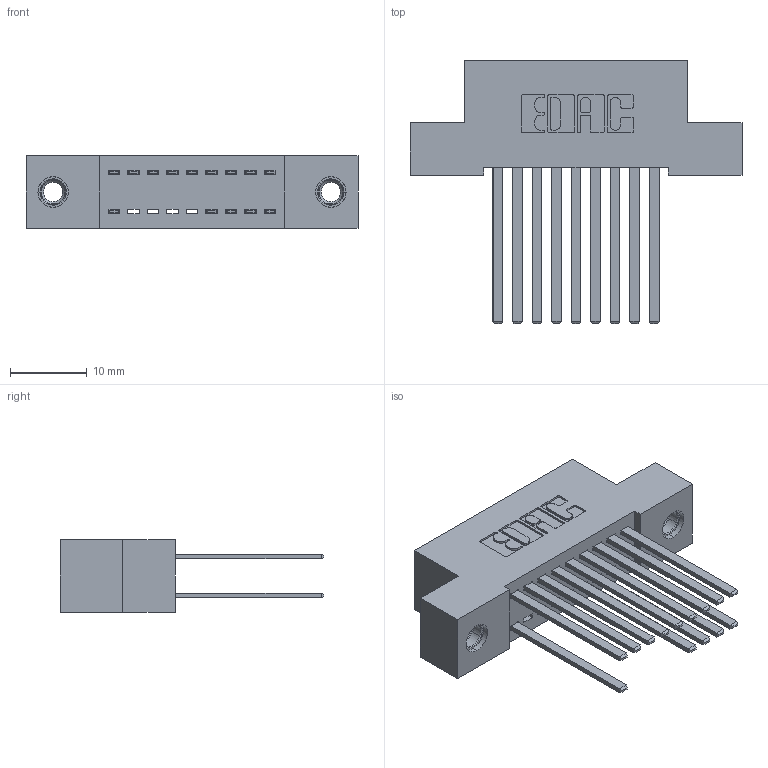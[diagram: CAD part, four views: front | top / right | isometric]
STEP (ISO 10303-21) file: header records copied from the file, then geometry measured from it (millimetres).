
FILE_DESCRIPTION (( 'STEP AP203' ), '1' );
FILE_NAME ('392-018-544-207.STEP', '2018-08-15T04:33:55', ( '' ), ( '' ), 'SwSTEP 2.0', 'SolidWorks 2016', '' );
FILE_SCHEMA (( 'CONFIG_CONTROL_DESIGN' ));
Length unit declared in the file: inch
Products named in the file (4): 342 Part_TI; 345-292-001_345-293-144; 345-250-001_345-250-005-103; 392-018-544-207
Assembly tree (17 placements, depth 2):
  392-018-544-207
    342 Part_TI
    345-292-001_345-293-144  x14
    345-250-001_345-250-005-103  x2
Bounding box: 43.18 x 34.3 x 9.4 mm (x, y, z)
Volume: 3871.1 mm3; surface area: 5858.4 mm2
Topology: 17 solids, 17 shells, 838 faces, 2437 edges, 1598 vertices
Faces by surface type: plane 570, cylinder 252, cone 12, torus 4
Entity records: 10800 total; most frequent: CARTESIAN_POINT 1825, ORIENTED_EDGE 1758, DIRECTION 1641, EDGE_CURVE 879, LINE 735, VECTOR 735, VERTEX_POINT 580, AXIS2_PLACEMENT_3D 453
